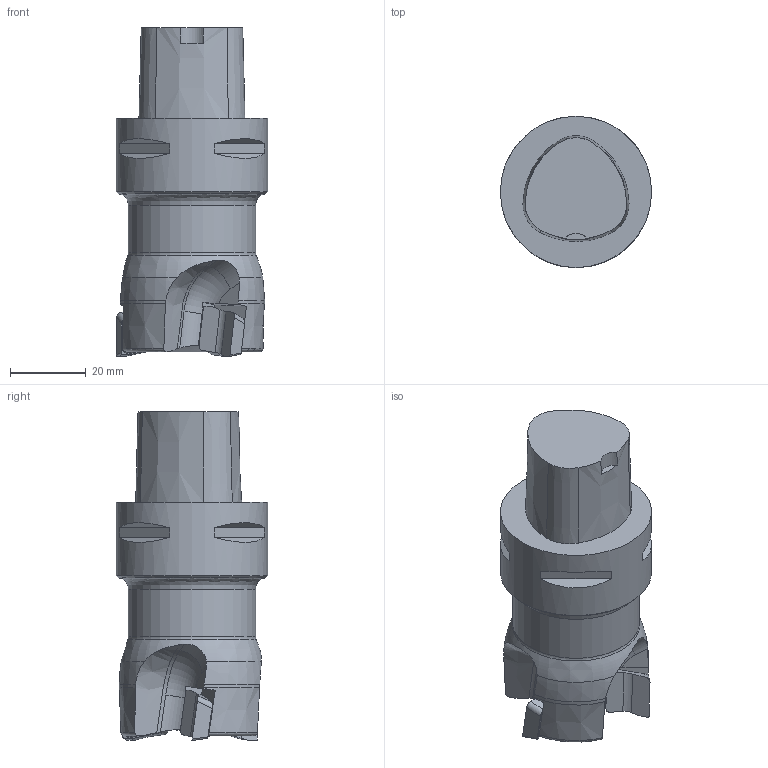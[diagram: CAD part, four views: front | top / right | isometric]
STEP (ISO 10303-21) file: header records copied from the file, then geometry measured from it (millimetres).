
FILE_DESCRIPTION(/* description */ (''),/* implementation_level */ '2;1');
FILE_NAME(/* name */ 'toolassembly_1.stp',/* time_stamp */ '2019-10-02T13:46:06+02:00',/* author */ (''),/* organization */ ('SMS'),/* preprocessor_version */ 'ST-DEVELOPER v16.7',/* originating_system */ 'SIEMENS PLM Software NX 12.0',/* authorisation */ '');
FILE_SCHEMA (('AUTOMOTIVE_DESIGN { 1 0 10303 214 3 1 1 1 }'));
Length unit declared in the file: millimetre
Products named in the file (4): CUT_20191002134026; NOCUT_20191002134004; ASSEMBLY_CONSTRUCTION; TOOLASSEMBLY_1
Assembly tree (5 placements, depth 2):
  TOOLASSEMBLY_1
    ASSEMBLY_CONSTRUCTION
    NOCUT_20191002134004
    CUT_20191002134026  x3
Bounding box: 40 x 40 x 87 mm (x, y, z)
Volume: 72903.2 mm3; surface area: 13378.7 mm2
Topology: 4 solids, 4 shells, 150 faces, 402 edges, 280 vertices
Faces by surface type: plane 79, cylinder 27, cone 26, torus 7, bspline 6, revolution 5
Full cylindrical faces by diameter (mm): 33.632 x1, 40 x1
Entity records: 3917 total; most frequent: CARTESIAN_POINT 1340, ORIENTED_EDGE 512, DIRECTION 486, EDGE_CURVE 256, AXIS2_PLACEMENT_3D 195, VERTEX_POINT 173, EDGE_LOOP 113, ADVANCED_FACE 100
